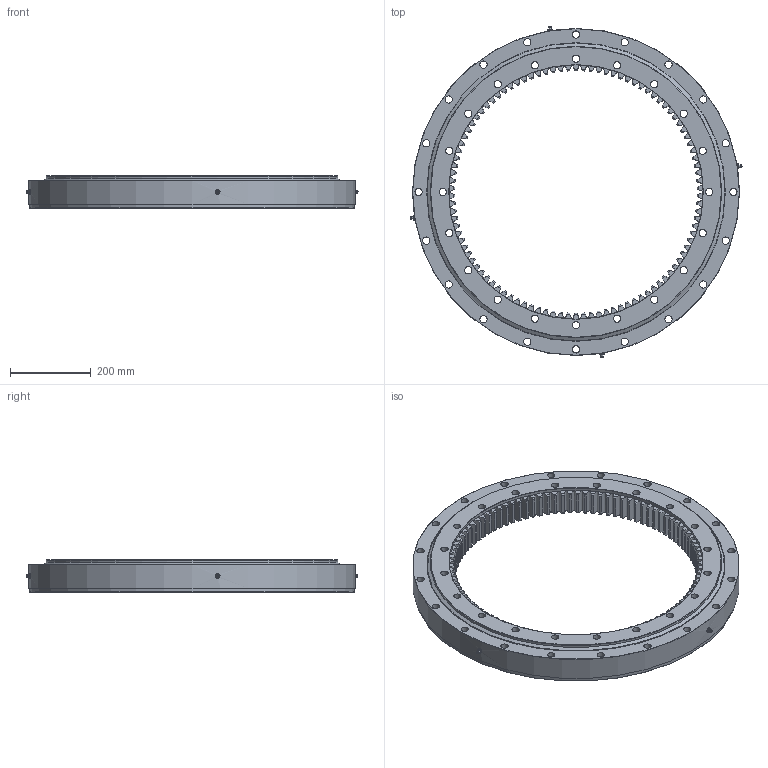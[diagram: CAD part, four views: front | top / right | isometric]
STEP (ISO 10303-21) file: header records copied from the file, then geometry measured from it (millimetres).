
FILE_DESCRIPTION (( 'STEP AP214' ), '1' );
FILE_NAME ('I.810.32.00.D.1.STEP', '2020-05-13T10:09:28', ( '' ), ( '' ), 'SwSTEP 2.0', 'SolidWorks 2016', '' );
FILE_SCHEMA (( 'AUTOMOTIVE_DESIGN' ));
Length unit declared in the file: millimetre
Products named in the file (7): Ball D32; I.810.32.00.D.1 - OR; Grease nipple M10x1mm; I.810.32.00.D.1 - OR Seal; I.810.32.00.D.1 - IR Seal; I.810.32.00.D.1; I.810.32.00.D.1 - IR
Assembly tree (68 placements, depth 2):
  I.810.32.00.D.1
    I.810.32.00.D.1 - IR
    I.810.32.00.D.1 - OR
    Ball D32  x60
    I.810.32.00.D.1 - IR Seal
    I.810.32.00.D.1 - OR Seal
    Grease nipple M10x1mm  x4
Bounding box: 822.54 x 822.54 x 80 mm (x, y, z)
Volume: 13581589.2 mm3; surface area: 1787766.4 mm2
Topology: 68 solids, 68 shells, 685 faces, 1890 edges, 1235 vertices
Faces by surface type: cone 275, cylinder 171, bspline 102, sphere 60, plane 58, torus 19
Full cylindrical faces by diameter (mm): 3 x4, 5 x4, 9 x4, 10 x4, 18 x40, 630 x1, 708 x2, 715 x1, 718 x2, 722 x2, 725 x1, 732 x2, 805 x1, 810 x1
Entity records: 48364 total; most frequent: CARTESIAN_POINT 34762, ORIENTED_EDGE 2882, DIRECTION 2388, EDGE_CURVE 1441, AXIS2_PLACEMENT_3D 1089, VERTEX_POINT 1007, EDGE_LOOP 742, B_SPLINE_CURVE_WITH_KNOTS 656
